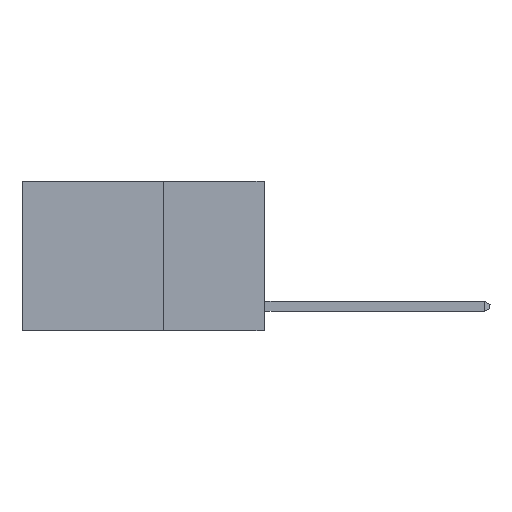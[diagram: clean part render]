
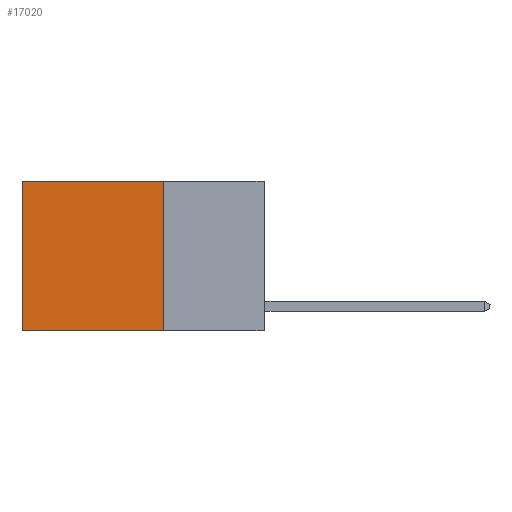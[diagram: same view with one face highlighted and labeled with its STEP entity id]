
A CAD part, left-side view. The second image highlights one B-rep face of the part: STEP entity #17020.
In plain terms, the highlighted planar face has unit normal (-1, 0, 0).
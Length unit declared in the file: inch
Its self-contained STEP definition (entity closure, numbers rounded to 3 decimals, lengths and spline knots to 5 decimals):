
#738 = CARTESIAN_POINT ( 'NONE',  ( 0.2625, 0.25, -0.37 ) ) ;
#952 = ORIENTED_EDGE ( 'NONE', *, *, #3492, .T. ) ;
#1011 = ORIENTED_EDGE ( 'NONE', *, *, #18140, .F. ) ;
#1686 = PLANE ( 'NONE',  #6272 ) ;
#1926 = VECTOR ( 'NONE', #18618, 39.37008 ) ;
#1982 = CARTESIAN_POINT ( 'NONE',  ( 0.2625, 0.6, 0. ) ) ;
#2546 = VERTEX_POINT ( 'NONE', #14179 ) ;
#3373 = DIRECTION ( 'NONE',  ( 1., 0., 0. ) ) ;
#3492 = EDGE_CURVE ( 'NONE', #8446, #17132, #20759, .T. ) ;
#4776 = DIRECTION ( 'NONE',  ( 0., 0., -1. ) ) ;
#4963 = CARTESIAN_POINT ( 'NONE',  ( 0.2625, 0.25, 0. ) ) ;
#4998 = DIRECTION ( 'NONE',  ( 0., 1., 0. ) ) ;
#5484 = CARTESIAN_POINT ( 'NONE',  ( 0.2625, 0.6, 0. ) ) ;
#5823 = LINE ( 'NONE', #738, #1926 ) ;
#6272 = AXIS2_PLACEMENT_3D ( 'NONE', #4963, #3373, #14793 ) ;
#6293 = VECTOR ( 'NONE', #15221, 39.37008 ) ;
#6518 = VECTOR ( 'NONE', #4776, 39.37008 ) ;
#7698 = CARTESIAN_POINT ( 'NONE',  ( 0.2625, 0.25, 0. ) ) ;
#8446 = VERTEX_POINT ( 'NONE', #7698 ) ;
#8899 = EDGE_CURVE ( 'NONE', #17132, #2546, #15434, .T. ) ;
#10361 = ORIENTED_EDGE ( 'NONE', *, *, #14109, .F. ) ;
#12754 = FACE_OUTER_BOUND ( 'NONE', #19865, .T. ) ;
#13190 = CARTESIAN_POINT ( 'NONE',  ( 0.2625, 0.25, 0. ) ) ;
#14109 = EDGE_CURVE ( 'NONE', #14692, #2546, #5823, .T. ) ;
#14179 = CARTESIAN_POINT ( 'NONE',  ( 0.2625, 0.6, -0.37 ) ) ;
#14692 = VERTEX_POINT ( 'NONE', #16889 ) ;
#14793 = DIRECTION ( 'NONE',  ( 0., 0., -1. ) ) ;
#15221 = DIRECTION ( 'NONE',  ( 0., 0., -1. ) ) ;
#15434 = LINE ( 'NONE', #5484, #6293 ) ;
#16130 = CARTESIAN_POINT ( 'NONE',  ( 0.2625, 0.25, 0. ) ) ;
#16605 = VECTOR ( 'NONE', #4998, 39.37008 ) ;
#16667 = ORIENTED_EDGE ( 'NONE', *, *, #8899, .T. ) ;
#16889 = CARTESIAN_POINT ( 'NONE',  ( 0.2625, 0.25, -0.37 ) ) ;
#17020 = ADVANCED_FACE ( 'NONE', ( #12754 ), #1686, .F. ) ;
#17132 = VERTEX_POINT ( 'NONE', #1982 ) ;
#18140 = EDGE_CURVE ( 'NONE', #8446, #14692, #19312, .T. ) ;
#18618 = DIRECTION ( 'NONE',  ( 0., 1., 0. ) ) ;
#19312 = LINE ( 'NONE', #16130, #6518 ) ;
#19865 = EDGE_LOOP ( 'NONE', ( #16667, #10361, #1011, #952 ) ) ;
#20759 = LINE ( 'NONE', #13190, #16605 ) ;
